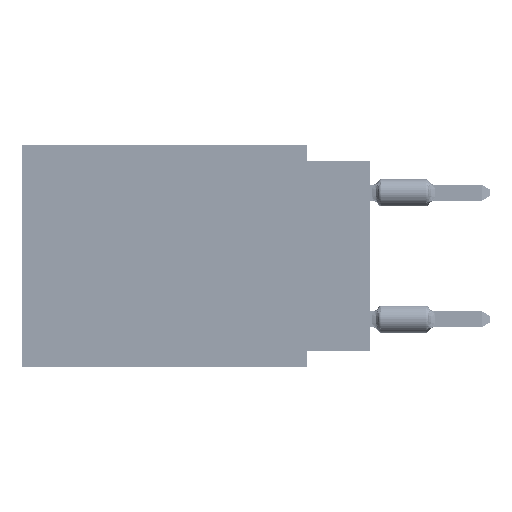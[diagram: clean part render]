
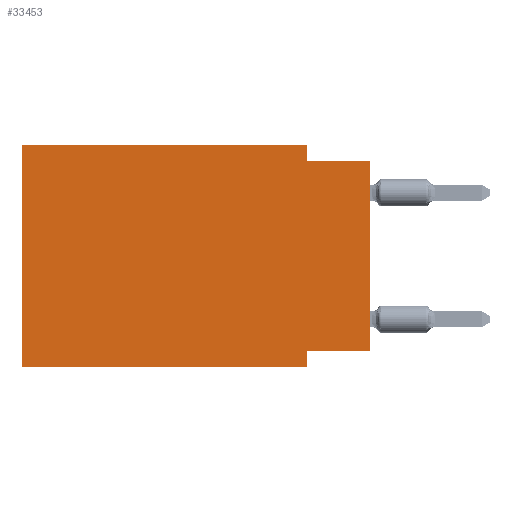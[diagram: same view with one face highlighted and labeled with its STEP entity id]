
A CAD part, left-side view. The second image highlights one B-rep face of the part: STEP entity #33453.
In plain terms, the highlighted planar face has unit normal (-1, 0, 0).
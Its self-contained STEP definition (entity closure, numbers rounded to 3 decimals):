
#2831 = DIRECTION ( 'NONE',  ( 0., -1., 0. ) ) ;
#5232 = CARTESIAN_POINT ( 'NONE',  ( 0., 13.97, 0. ) ) ;
#6115 = ORIENTED_EDGE ( 'NONE', *, *, #104764, .F. ) ;
#6871 = LINE ( 'NONE', #8688, #75488 ) ;
#7117 = CARTESIAN_POINT ( 'NONE',  ( 0., 2.54, -8.89 ) ) ;
#7561 = DIRECTION ( 'NONE',  ( 0., 0., -1. ) ) ;
#8434 = ORIENTED_EDGE ( 'NONE', *, *, #105232, .F. ) ;
#8688 = CARTESIAN_POINT ( 'NONE',  ( 0., 13.97, 0. ) ) ;
#8877 = VECTOR ( 'NONE', #56688, 1000. ) ;
#9273 = DIRECTION ( 'NONE',  ( 0., 0., 1. ) ) ;
#14388 = CARTESIAN_POINT ( 'NONE',  ( 0., 0., -8.255 ) ) ;
#17333 = VECTOR ( 'NONE', #2831, 1000. ) ;
#18378 = FACE_OUTER_BOUND ( 'NONE', #48247, .T. ) ;
#19904 = LINE ( 'NONE', #112541, #17333 ) ;
#25748 = CARTESIAN_POINT ( 'NONE',  ( 0., 13.97, -8.89 ) ) ;
#26019 = DIRECTION ( 'NONE',  ( 0., 0., -1. ) ) ;
#27743 = VECTOR ( 'NONE', #26019, 1000. ) ;
#29852 = CARTESIAN_POINT ( 'NONE',  ( 0., 0., -0.635 ) ) ;
#32110 = EDGE_CURVE ( 'NONE', #82830, #57921, #97890, .T. ) ;
#33255 = LINE ( 'NONE', #5232, #63716 ) ;
#33453 = ADVANCED_FACE ( 'NONE', ( #18378 ), #39071, .F. ) ;
#34193 = EDGE_CURVE ( 'NONE', #57921, #44884, #90631, .T. ) ;
#37892 = CARTESIAN_POINT ( 'NONE',  ( 0., 2.54, 0. ) ) ;
#38516 = LINE ( 'NONE', #92777, #48102 ) ;
#39071 = PLANE ( 'NONE',  #103650 ) ;
#39409 = VECTOR ( 'NONE', #7561, 1000. ) ;
#41125 = VERTEX_POINT ( 'NONE', #56082 ) ;
#42392 = DIRECTION ( 'NONE',  ( 0., -1., 0. ) ) ;
#42584 = ORIENTED_EDGE ( 'NONE', *, *, #80838, .F. ) ;
#42894 = EDGE_CURVE ( 'NONE', #43569, #75325, #100231, .T. ) ;
#43569 = VERTEX_POINT ( 'NONE', #37892 ) ;
#44884 = VERTEX_POINT ( 'NONE', #70366 ) ;
#45920 = EDGE_CURVE ( 'NONE', #48308, #44884, #19904, .T. ) ;
#47620 = CARTESIAN_POINT ( 'NONE',  ( 0., 13.97, 0. ) ) ;
#48102 = VECTOR ( 'NONE', #9273, 1000. ) ;
#48247 = EDGE_LOOP ( 'NONE', ( #78636, #42584, #101775, #6115, #8434, #57481, #79484, #114802 ) ) ;
#48308 = VERTEX_POINT ( 'NONE', #25748 ) ;
#51568 = DIRECTION ( 'NONE',  ( 0., 1., 0. ) ) ;
#51624 = VERTEX_POINT ( 'NONE', #94723 ) ;
#56082 = CARTESIAN_POINT ( 'NONE',  ( 0., 0., -0.635 ) ) ;
#56688 = DIRECTION ( 'NONE',  ( 0., -1., 0. ) ) ;
#57481 = ORIENTED_EDGE ( 'NONE', *, *, #45920, .T. ) ;
#57921 = VERTEX_POINT ( 'NONE', #100891 ) ;
#63716 = VECTOR ( 'NONE', #42392, 1000. ) ;
#64110 = EDGE_CURVE ( 'NONE', #82830, #41125, #38516, .T. ) ;
#70366 = CARTESIAN_POINT ( 'NONE',  ( 0., 2.54, -8.89 ) ) ;
#72175 = CARTESIAN_POINT ( 'NONE',  ( 0., 2.54, 0. ) ) ;
#72477 = CARTESIAN_POINT ( 'NONE',  ( 0., 2.54, -0.635 ) ) ;
#74437 = DIRECTION ( 'NONE',  ( 1., 0., 0. ) ) ;
#75325 = VERTEX_POINT ( 'NONE', #72477 ) ;
#75488 = VECTOR ( 'NONE', #81830, 1000. ) ;
#76244 = DIRECTION ( 'NONE',  ( 0., 0., -1. ) ) ;
#78636 = ORIENTED_EDGE ( 'NONE', *, *, #64110, .T. ) ;
#79484 = ORIENTED_EDGE ( 'NONE', *, *, #34193, .F. ) ;
#80835 = CARTESIAN_POINT ( 'NONE',  ( 0., 0., -8.255 ) ) ;
#80838 = EDGE_CURVE ( 'NONE', #75325, #41125, #84719, .T. ) ;
#81830 = DIRECTION ( 'NONE',  ( 0., 0., 1. ) ) ;
#82830 = VERTEX_POINT ( 'NONE', #80835 ) ;
#84719 = LINE ( 'NONE', #29852, #8877 ) ;
#86063 = VECTOR ( 'NONE', #51568, 1000. ) ;
#90631 = LINE ( 'NONE', #7117, #27743 ) ;
#92777 = CARTESIAN_POINT ( 'NONE',  ( 0., 0., 0. ) ) ;
#94723 = CARTESIAN_POINT ( 'NONE',  ( 0., 13.97, 0. ) ) ;
#97890 = LINE ( 'NONE', #14388, #86063 ) ;
#100231 = LINE ( 'NONE', #72175, #39409 ) ;
#100891 = CARTESIAN_POINT ( 'NONE',  ( 0., 2.54, -8.255 ) ) ;
#101775 = ORIENTED_EDGE ( 'NONE', *, *, #42894, .F. ) ;
#103650 = AXIS2_PLACEMENT_3D ( 'NONE', #47620, #74437, #76244 ) ;
#104764 = EDGE_CURVE ( 'NONE', #51624, #43569, #33255, .T. ) ;
#105232 = EDGE_CURVE ( 'NONE', #48308, #51624, #6871, .T. ) ;
#112541 = CARTESIAN_POINT ( 'NONE',  ( 0., 13.97, -8.89 ) ) ;
#114802 = ORIENTED_EDGE ( 'NONE', *, *, #32110, .F. ) ;
